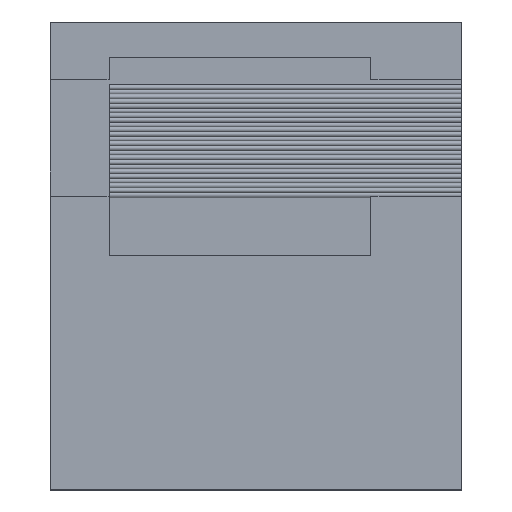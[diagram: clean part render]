
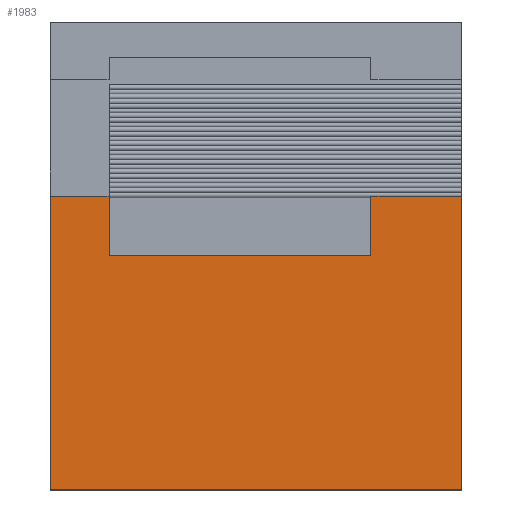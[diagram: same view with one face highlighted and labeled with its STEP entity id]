
A CAD part, top view. The second image highlights one B-rep face of the part: STEP entity #1983.
In plain terms, the highlighted planar face has unit normal (0, 0, 1).
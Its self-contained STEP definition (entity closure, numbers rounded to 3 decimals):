
#29=PLANE('',#2237);
#119=FACE_OUTER_BOUND('',#209,.T.);
#209=EDGE_LOOP('',(#1697,#1698,#1699,#1700,#1701,#1702,#1703,#1704));
#433=LINE('',#3317,#605);
#437=LINE('',#3325,#609);
#445=LINE('',#3347,#617);
#513=LINE('',#3435,#685);
#515=LINE('',#3438,#687);
#520=LINE('',#3449,#692);
#521=LINE('',#3451,#693);
#522=LINE('',#3452,#694);
#605=VECTOR('',#2737,10.);
#609=VECTOR('',#2745,10.);
#617=VECTOR('',#2769,10.);
#685=VECTOR('',#2849,10.);
#687=VECTOR('',#2853,10.);
#692=VECTOR('',#2864,10.);
#693=VECTOR('',#2865,10.);
#694=VECTOR('',#2866,10.);
#849=VERTEX_POINT('',#3314);
#850=VERTEX_POINT('',#3316);
#852=VERTEX_POINT('',#3324);
#855=VERTEX_POINT('',#3339);
#858=VERTEX_POINT('',#3345);
#872=VERTEX_POINT('',#3434);
#875=VERTEX_POINT('',#3448);
#876=VERTEX_POINT('',#3450);
#1095=EDGE_CURVE('',#850,#849,#433,.T.);
#1099=EDGE_CURVE('',#852,#850,#437,.T.);
#1111=EDGE_CURVE('',#855,#858,#445,.T.);
#1179=EDGE_CURVE('',#872,#855,#513,.T.);
#1181=EDGE_CURVE('',#849,#872,#515,.T.);
#1186=EDGE_CURVE('',#858,#875,#520,.T.);
#1187=EDGE_CURVE('',#875,#876,#521,.T.);
#1188=EDGE_CURVE('',#876,#852,#522,.T.);
#1697=ORIENTED_EDGE('',*,*,#1099,.T.);
#1698=ORIENTED_EDGE('',*,*,#1095,.T.);
#1699=ORIENTED_EDGE('',*,*,#1181,.T.);
#1700=ORIENTED_EDGE('',*,*,#1179,.T.);
#1701=ORIENTED_EDGE('',*,*,#1111,.T.);
#1702=ORIENTED_EDGE('',*,*,#1186,.T.);
#1703=ORIENTED_EDGE('',*,*,#1187,.T.);
#1704=ORIENTED_EDGE('',*,*,#1188,.T.);
#1983=ADVANCED_FACE('',(#119),#29,.T.);
#2237=AXIS2_PLACEMENT_3D('',#3447,#2862,#2863);
#2737=DIRECTION('',(0.,-1.,0.));
#2745=DIRECTION('',(-1.,0.,0.));
#2769=DIRECTION('',(-1.,0.,0.));
#2849=DIRECTION('',(0.,1.,0.));
#2853=DIRECTION('',(-1.,0.,0.));
#2862=DIRECTION('center_axis',(0.,0.,1.));
#2863=DIRECTION('ref_axis',(1.,0.,0.));
#2864=DIRECTION('',(0.,-1.,0.));
#2865=DIRECTION('',(1.,0.,0.));
#2866=DIRECTION('',(0.,1.,0.));
#3314=CARTESIAN_POINT('',(18.51,13.5,1.));
#3316=CARTESIAN_POINT('',(18.51,16.95,1.));
#3317=CARTESIAN_POINT('',(18.51,19.236,1.));
#3324=CARTESIAN_POINT('',(23.76,16.95,1.));
#3325=CARTESIAN_POINT('',(17.82,16.95,1.));
#3339=CARTESIAN_POINT('',(3.4,16.95,1.));
#3345=CARTESIAN_POINT('',(0.,16.95,1.));
#3347=CARTESIAN_POINT('',(17.82,16.95,1.));
#3434=CARTESIAN_POINT('',(3.4,13.5,1.));
#3435=CARTESIAN_POINT('',(3.4,13.5,1.));
#3438=CARTESIAN_POINT('',(15.195,13.5,1.));
#3447=CARTESIAN_POINT('Origin',(11.88,13.5,1.));
#3448=CARTESIAN_POINT('',(0.,0.,1.));
#3449=CARTESIAN_POINT('',(0.,27.,1.));
#3450=CARTESIAN_POINT('',(23.76,0.,1.));
#3451=CARTESIAN_POINT('',(0.,0.,1.));
#3452=CARTESIAN_POINT('',(23.76,0.,1.));
